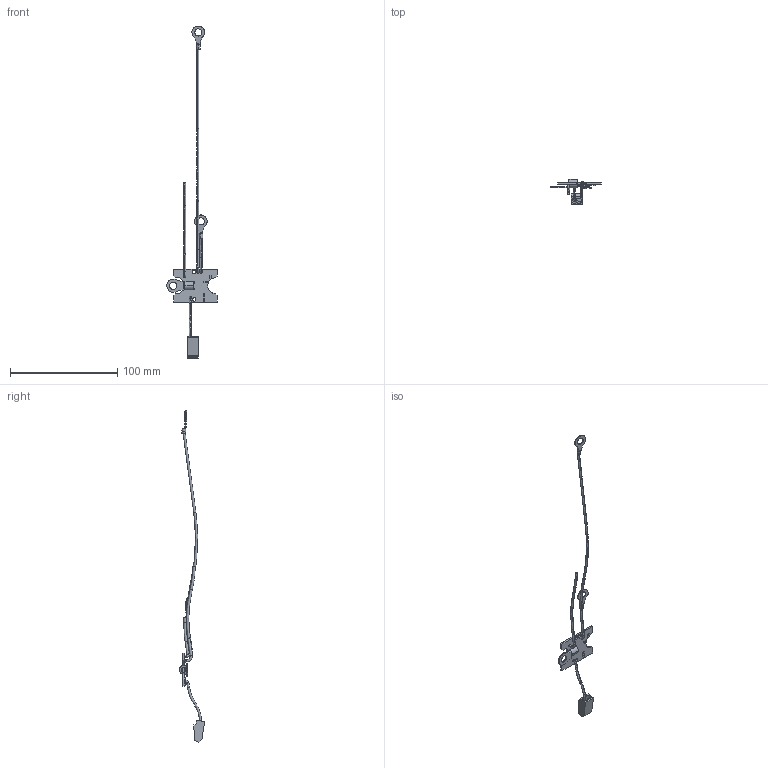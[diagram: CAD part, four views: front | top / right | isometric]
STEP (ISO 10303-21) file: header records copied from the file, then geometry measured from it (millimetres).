
FILE_DESCRIPTION (( 'STEP AP214' ), '1' );
FILE_NAME ('1LC0040M.step', '2012-03-08T17:11:48', ( '' ), ( '' ), 'SwSTEP 2.0', 'SolidWorks 2011', '' );
FILE_SCHEMA (( 'AUTOMOTIVE_DESIGN' ));
Length unit declared in the file: inch
Products named in the file (9): Gray Wire; 1LC0040 Mid Board; Yellow Wire; AMP 34113; Red Wire; Molex 19430-0001; Molex 191930152; Short Orange Wire; 1LC0040M
Assembly tree (9 placements, depth 2):
  1LC0040M
    Short Orange Wire
    Molex 191930152
    Molex 19430-0001
    Red Wire
    Gray Wire
    AMP 34113  x2
    1LC0040 Mid Board
    Yellow Wire
Bounding box: 47.27 x 23.53 x 309.34 mm (x, y, z)
Volume: 4645.4 mm3; surface area: 7332.3 mm2
Topology: 9 solids, 9 shells, 174 faces, 402 edges, 256 vertices
Faces by surface type: plane 75, cylinder 65, bspline 34
Entity records: 7804 total; most frequent: CARTESIAN_POINT 1810, DIRECTION 747, ORIENTED_EDGE 728, EDGE_CURVE 364, AXIS2_PLACEMENT_3D 277, VERTEX_POINT 232, VECTOR 193, LINE 193
